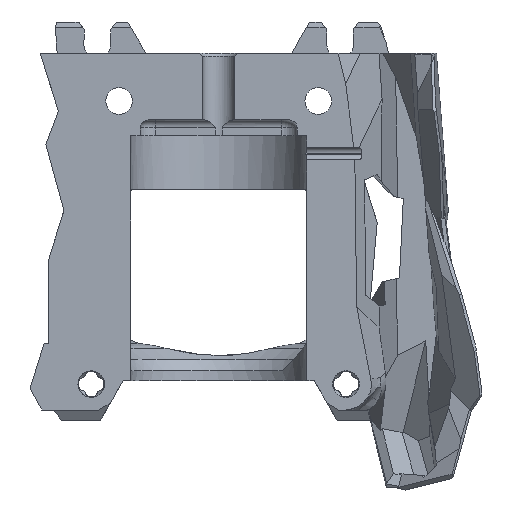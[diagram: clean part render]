
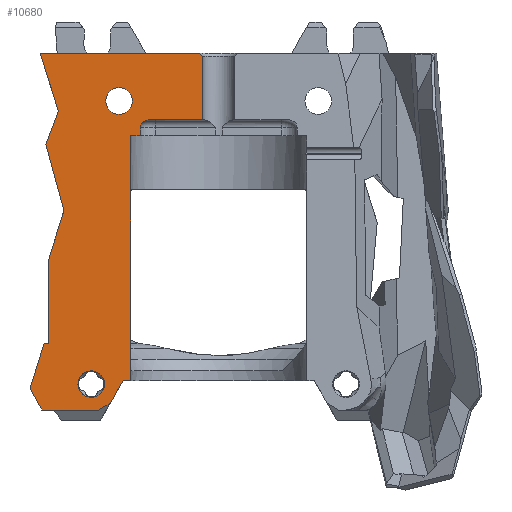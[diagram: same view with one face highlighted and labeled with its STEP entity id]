
A CAD part, front view. The second image highlights one B-rep face of the part: STEP entity #10680.
In plain terms, the highlighted planar face has unit normal (0, -1, 0).
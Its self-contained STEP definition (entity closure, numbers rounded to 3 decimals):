
#334=CIRCLE('',#10753,1.);
#466=CIRCLE('',#11402,1.7);
#467=CIRCLE('',#11404,1.7);
#3290=ORIENTED_EDGE('',*,*,#5059,.T.);
#3291=ORIENTED_EDGE('',*,*,#5058,.F.);
#3292=ORIENTED_EDGE('',*,*,#3623,.F.);
#3293=ORIENTED_EDGE('',*,*,#5057,.T.);
#3294=ORIENTED_EDGE('',*,*,#5055,.F.);
#3295=ORIENTED_EDGE('',*,*,#5054,.F.);
#3296=ORIENTED_EDGE('',*,*,#5049,.T.);
#3297=ORIENTED_EDGE('',*,*,#5047,.F.);
#3298=ORIENTED_EDGE('',*,*,#5045,.F.);
#3299=ORIENTED_EDGE('',*,*,#5041,.T.);
#3300=ORIENTED_EDGE('',*,*,#5038,.F.);
#3301=ORIENTED_EDGE('',*,*,#5033,.F.);
#3302=ORIENTED_EDGE('',*,*,#5030,.F.);
#3303=ORIENTED_EDGE('',*,*,#5028,.F.);
#3304=ORIENTED_EDGE('',*,*,#5026,.F.);
#3305=ORIENTED_EDGE('',*,*,#5025,.F.);
#3306=ORIENTED_EDGE('',*,*,#5022,.F.);
#3307=ORIENTED_EDGE('',*,*,#5019,.F.);
#3308=ORIENTED_EDGE('',*,*,#5017,.T.);
#3309=ORIENTED_EDGE('',*,*,#3598,.T.);
#3310=ORIENTED_EDGE('',*,*,#3613,.T.);
#3311=ORIENTED_EDGE('',*,*,#3619,.T.);
#3598=EDGE_CURVE('',#5141,#5140,#6140,.T.);
#3613=EDGE_CURVE('',#5140,#5150,#6151,.T.);
#3619=EDGE_CURVE('',#5150,#5153,#334,.T.);
#3623=EDGE_CURVE('',#5156,#5153,#6155,.T.);
#5017=EDGE_CURVE('',#6070,#5141,#7257,.T.);
#5019=EDGE_CURVE('',#6070,#6071,#7258,.T.);
#5022=EDGE_CURVE('',#6071,#6072,#7261,.T.);
#5025=EDGE_CURVE('',#6072,#6073,#7264,.T.);
#5026=EDGE_CURVE('',#6073,#6074,#7265,.T.);
#5028=EDGE_CURVE('',#6074,#6075,#7267,.T.);
#5030=EDGE_CURVE('',#6075,#6076,#7269,.T.);
#5033=EDGE_CURVE('',#6076,#6077,#7272,.T.);
#5038=EDGE_CURVE('',#6077,#6081,#7277,.T.);
#5041=EDGE_CURVE('',#6083,#6081,#7280,.T.);
#5045=EDGE_CURVE('',#6083,#6085,#7284,.T.);
#5047=EDGE_CURVE('',#6085,#6086,#7286,.T.);
#5049=EDGE_CURVE('',#6087,#6086,#7288,.T.);
#5054=EDGE_CURVE('',#6087,#6088,#7292,.T.);
#5055=EDGE_CURVE('',#6088,#6090,#7293,.T.);
#5057=EDGE_CURVE('',#5156,#6090,#7294,.T.);
#5058=EDGE_CURVE('',#6091,#6091,#466,.T.);
#5059=EDGE_CURVE('',#6092,#6092,#467,.T.);
#5140=VERTEX_POINT('',#14174);
#5141=VERTEX_POINT('',#14176);
#5150=VERTEX_POINT('',#14205);
#5153=VERTEX_POINT('',#14215);
#5156=VERTEX_POINT('',#14224);
#6070=VERTEX_POINT('',#17963);
#6071=VERTEX_POINT('',#17967);
#6072=VERTEX_POINT('',#17972);
#6073=VERTEX_POINT('',#17976);
#6074=VERTEX_POINT('',#17980);
#6075=VERTEX_POINT('',#17984);
#6076=VERTEX_POINT('',#17988);
#6077=VERTEX_POINT('',#17993);
#6081=VERTEX_POINT('',#18003);
#6083=VERTEX_POINT('',#18009);
#6085=VERTEX_POINT('',#18016);
#6086=VERTEX_POINT('',#18020);
#6087=VERTEX_POINT('',#18024);
#6088=VERTEX_POINT('',#18028);
#6090=VERTEX_POINT('',#18035);
#6091=VERTEX_POINT('',#18041);
#6092=VERTEX_POINT('',#18044);
#6140=LINE('',#14175,#7363);
#6151=LINE('',#14204,#7374);
#6155=LINE('',#14225,#7378);
#7257=LINE('',#17962,#8480);
#7258=LINE('',#17966,#8481);
#7261=LINE('',#17971,#8484);
#7264=LINE('',#17977,#8487);
#7265=LINE('',#17979,#8488);
#7267=LINE('',#17983,#8490);
#7269=LINE('',#17987,#8492);
#7272=LINE('',#17992,#8495);
#7277=LINE('',#18002,#8500);
#7280=LINE('',#18008,#8503);
#7284=LINE('',#18015,#8507);
#7286=LINE('',#18019,#8509);
#7288=LINE('',#18023,#8511);
#7292=LINE('',#18032,#8515);
#7293=LINE('',#18034,#8516);
#7294=LINE('',#18038,#8517);
#7363=VECTOR('',#11497,1000.);
#7374=VECTOR('',#11526,1000.);
#7378=VECTOR('',#11550,1000.);
#8480=VECTOR('',#13900,1000.);
#8481=VECTOR('',#13905,1000.);
#8484=VECTOR('',#13910,1000.);
#8487=VECTOR('',#13915,1000.);
#8488=VECTOR('',#13918,1000.);
#8490=VECTOR('',#13922,1000.);
#8492=VECTOR('',#13926,1000.);
#8495=VECTOR('',#13931,1000.);
#8500=VECTOR('',#13938,1000.);
#8503=VECTOR('',#13943,1000.);
#8507=VECTOR('',#13949,1000.);
#8509=VECTOR('',#13953,1000.);
#8511=VECTOR('',#13957,1000.);
#8515=VECTOR('',#13965,1000.);
#8516=VECTOR('',#13968,1000.);
#8517=VECTOR('',#13973,1000.);
#9119=EDGE_LOOP('',(#3290));
#9120=EDGE_LOOP('',(#3291));
#9121=EDGE_LOOP('',(#3292,#3293,#3294,#3295,#3296,#3297,#3298,#3299,#3300,
#3301,#3302,#3303,#3304,#3305,#3306,#3307,#3308,#3309,#3310,#3311));
#9713=FACE_BOUND('',#9119,.T.);
#9714=FACE_BOUND('',#9120,.T.);
#9715=FACE_BOUND('',#9121,.T.);
#10142=PLANE('',#11405);
#10680=ADVANCED_FACE('',(#9713,#9714,#9715),#10142,.F.);
#10753=AXIS2_PLACEMENT_3D('',#14216,#11538,#11539);
#11402=AXIS2_PLACEMENT_3D('',#18040,#13976,#13977);
#11404=AXIS2_PLACEMENT_3D('',#18043,#13980,#13981);
#11405=AXIS2_PLACEMENT_3D('',#18045,#13982,#13983);
#11497=DIRECTION('',(1.,0.,0.));
#11526=DIRECTION('',(0.,0.,1.));
#11538=DIRECTION('',(0.,1.,0.));
#11539=DIRECTION('',(0.,0.,1.));
#11550=DIRECTION('',(-1.,0.,0.));
#13900=DIRECTION('',(0.,0.,1.));
#13905=DIRECTION('',(-1.,0.,0.));
#13910=DIRECTION('',(-0.5,0.,-0.866));
#13915=DIRECTION('',(-0.866,0.,-0.5));
#13918=DIRECTION('',(-1.,0.,0.));
#13922=DIRECTION('',(-0.481,0.,0.877));
#13926=DIRECTION('',(0.298,0.,0.955));
#13931=DIRECTION('',(1.,0.,0.));
#13938=DIRECTION('',(0.,0.,1.));
#13943=DIRECTION('',(-0.298,0.,-0.955));
#13949=DIRECTION('',(-0.264,0.,0.964));
#13953=DIRECTION('',(0.355,0.,0.935));
#13957=DIRECTION('',(0.299,0.,-0.954));
#13965=DIRECTION('',(1.,0.,0.));
#13968=DIRECTION('',(0.707,0.,-0.707));
#13973=DIRECTION('',(0.,0.,1.));
#13976=DIRECTION('',(0.,-1.,0.));
#13977=DIRECTION('',(0.,0.,-1.));
#13980=DIRECTION('',(0.,1.,0.));
#13981=DIRECTION('',(1.,0.,0.));
#13982=DIRECTION('',(0.,1.,0.));
#13983=DIRECTION('',(0.,0.,1.));
#14174=CARTESIAN_POINT('',(-10.,0.,51.));
#14175=CARTESIAN_POINT('',(16.698,0.,51.));
#14176=CARTESIAN_POINT('',(-11.25,0.,51.));
#14204=CARTESIAN_POINT('',(-10.,0.,31.934));
#14205=CARTESIAN_POINT('',(-10.,0.,52.));
#14215=CARTESIAN_POINT('',(-9.,0.,53.));
#14216=CARTESIAN_POINT('',(-9.,0.,52.));
#14224=CARTESIAN_POINT('',(-2.05,0.,53.));
#14225=CARTESIAN_POINT('',(10.,0.,53.));
#17962=CARTESIAN_POINT('',(-11.25,0.,33.25));
#17963=CARTESIAN_POINT('',(-11.25,0.,19.75));
#17966=CARTESIAN_POINT('',(-8.349,0.,19.75));
#17967=CARTESIAN_POINT('',(-12.18,0.,19.75));
#17971=CARTESIAN_POINT('',(-13.638,0.,17.226));
#17972=CARTESIAN_POINT('',(-13.845,0.,16.867));
#17976=CARTESIAN_POINT('',(-15.345,0.,16.001));
#17977=CARTESIAN_POINT('',(0.496,0.,25.147));
#17979=CARTESIAN_POINT('',(30.289,0.,16.001));
#17980=CARTESIAN_POINT('',(-22.569,0.,16.001));
#17983=CARTESIAN_POINT('',(-25.05,0.,20.521));
#17984=CARTESIAN_POINT('',(-24.067,0.,18.732));
#17987=CARTESIAN_POINT('',(-23.108,0.,21.804));
#17988=CARTESIAN_POINT('',(-22.271,0.,24.485));
#17992=CARTESIAN_POINT('',(1.795,0.,24.485));
#17993=CARTESIAN_POINT('',(-21.769,0.,24.485));
#18002=CARTESIAN_POINT('',(-21.769,0.,28.03));
#18003=CARTESIAN_POINT('',(-21.769,0.,34.956));
#18008=CARTESIAN_POINT('',(-19.739,0.,41.455));
#18009=CARTESIAN_POINT('',(-19.739,0.,41.455));
#18015=CARTESIAN_POINT('',(-19.579,0.,40.87));
#18016=CARTESIAN_POINT('',(-22.056,0.,49.916));
#18019=CARTESIAN_POINT('',(-23.902,0.,45.055));
#18020=CARTESIAN_POINT('',(-20.455,0.,54.132));
#18023=CARTESIAN_POINT('',(-22.767,0.,61.5));
#18024=CARTESIAN_POINT('',(-22.767,0.,61.5));
#18028=CARTESIAN_POINT('',(-2.45,0.,61.5));
#18032=CARTESIAN_POINT('',(-19.733,0.,61.5));
#18034=CARTESIAN_POINT('',(-2.25,0.,61.3));
#18035=CARTESIAN_POINT('',(-2.05,0.,61.1));
#18038=CARTESIAN_POINT('',(-2.05,0.,52.5));
#18040=CARTESIAN_POINT('',(-12.7,0.,55.424));
#18041=CARTESIAN_POINT('',(-12.7,0.,53.724));
#18043=CARTESIAN_POINT('',(-16.25,0.,19.301));
#18044=CARTESIAN_POINT('',(-14.55,0.,19.301));
#18045=CARTESIAN_POINT('',(16.698,0.,31.934));
